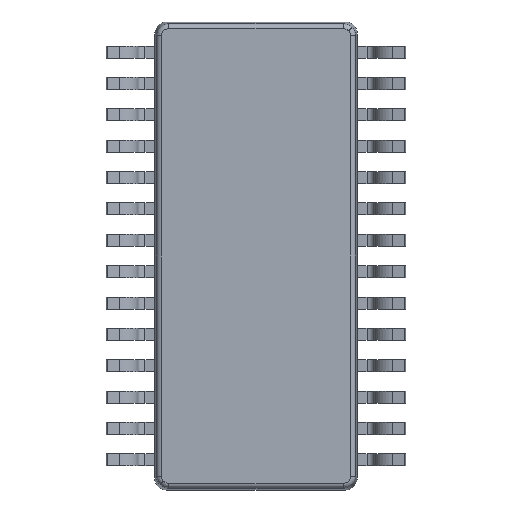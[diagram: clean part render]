
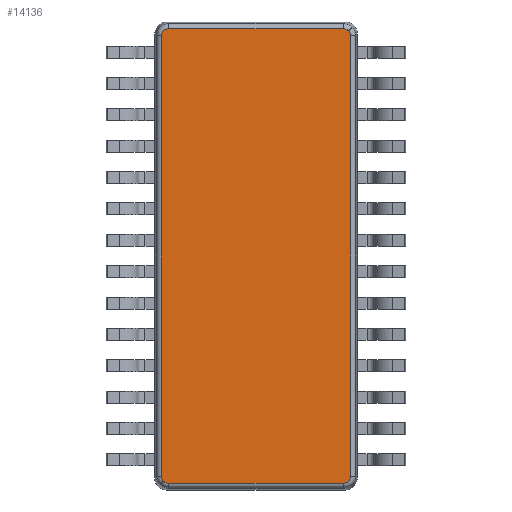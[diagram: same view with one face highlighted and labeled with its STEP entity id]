
A CAD part, front view. The second image highlights one B-rep face of the part: STEP entity #14136.
In plain terms, the highlighted planar face has unit normal (0, -1, 0).
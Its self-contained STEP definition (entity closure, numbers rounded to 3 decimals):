
#75 = CARTESIAN_POINT ( 'NONE',  ( -1.813, -0.6, 4.712 ) ) ;
#282 = EDGE_CURVE ( 'NONE', #6623, #15364, #14584, .T. ) ;
#393 = ORIENTED_EDGE ( 'NONE', *, *, #11538, .F. ) ;
#449 = CARTESIAN_POINT ( 'NONE',  ( -1.962, -0.6, -4.563 ) ) ;
#788 =( BOUNDED_CURVE ( )  B_SPLINE_CURVE ( 3, ( #2845, #9625, #4146, #75 ),
 .UNSPECIFIED., .F., .T. ) 
 B_SPLINE_CURVE_WITH_KNOTS ( ( 4, 4 ),
 ( 2.36, 3.923 ),
 .UNSPECIFIED. ) 
 CURVE ( )  GEOMETRIC_REPRESENTATION_ITEM ( )  RATIONAL_B_SPLINE_CURVE ( ( 1., 0.807, 0.807, 1. ) ) 
 REPRESENTATION_ITEM ( '' )  );
#890 = DIRECTION ( 'NONE',  ( 0., 0., 1. ) ) ;
#965 = CARTESIAN_POINT ( 'NONE',  ( 1.813, -0.6, 4.712 ) ) ;
#984 = CARTESIAN_POINT ( 'NONE',  ( -1.89, -0.6, -4.697 ) ) ;
#1122 = VECTOR ( 'NONE', #11428, 1000. ) ;
#1168 = CARTESIAN_POINT ( 'NONE',  ( -1.919, -0.6, -4.669 ) ) ;
#1444 =( BOUNDED_CURVE ( )  B_SPLINE_CURVE ( 3, ( #3660, #11612, #15363, #8889 ),
 .UNSPECIFIED., .F., .F. ) 
 B_SPLINE_CURVE_WITH_KNOTS ( ( 4, 4 ),
 ( 0., 0.782 ),
 .UNSPECIFIED. ) 
 CURVE ( )  GEOMETRIC_REPRESENTATION_ITEM ( )  RATIONAL_B_SPLINE_CURVE ( ( 1., 0.95, 0.95, 1. ) ) 
 REPRESENTATION_ITEM ( '' )  );
#1606 = VECTOR ( 'NONE', #890, 1000. ) ;
#1687 = CARTESIAN_POINT ( 'NONE',  ( -1.813, -0.6, 4.712 ) ) ;
#1927 = CARTESIAN_POINT ( 'NONE',  ( -1.962, -0.6, -4.804 ) ) ;
#2208 = VERTEX_POINT ( 'NONE', #2497 ) ;
#2351 = ORIENTED_EDGE ( 'NONE', *, *, #282, .F. ) ;
#2426 = ORIENTED_EDGE ( 'NONE', *, *, #15846, .F. ) ;
#2497 = CARTESIAN_POINT ( 'NONE',  ( 1.962, -0.6, -4.563 ) ) ;
#2587 = CARTESIAN_POINT ( 'NONE',  ( -1.919, -0.6, -4.669 ) ) ;
#2637 = EDGE_CURVE ( 'NONE', #16002, #15364, #13859, .T. ) ;
#2802 = CARTESIAN_POINT ( 'NONE',  ( -1.919, -0.6, -4.669 ) ) ;
#2845 = CARTESIAN_POINT ( 'NONE',  ( -1.962, -0.6, 4.563 ) ) ;
#3094 = VERTEX_POINT ( 'NONE', #13396 ) ;
#3318 = ORIENTED_EDGE ( 'NONE', *, *, #2637, .T. ) ;
#3660 = CARTESIAN_POINT ( 'NONE',  ( 1.919, -0.6, 4.669 ) ) ;
#4146 = CARTESIAN_POINT ( 'NONE',  ( -1.901, -0.6, 4.712 ) ) ;
#4161 = ORIENTED_EDGE ( 'NONE', *, *, #9642, .F. ) ;
#4333 = EDGE_CURVE ( 'NONE', #3094, #13963, #5266, .T. ) ;
#4628 = ORIENTED_EDGE ( 'NONE', *, *, #13191, .T. ) ;
#4724 = ORIENTED_EDGE ( 'NONE', *, *, #5827, .F. ) ;
#4852 = CARTESIAN_POINT ( 'NONE',  ( 1.901, -0.6, -4.712 ) ) ;
#4884 = CARTESIAN_POINT ( 'NONE',  ( -2.1, -0.6, 4.85 ) ) ;
#4918 = AXIS2_PLACEMENT_3D ( 'NONE', #4884, #7634, #11694 ) ;
#5052 =( BOUNDED_CURVE ( )  B_SPLINE_CURVE ( 3, ( #15596, #15504, #4852, #8934 ),
 .UNSPECIFIED., .F., .F. ) 
 B_SPLINE_CURVE_WITH_KNOTS ( ( 4, 4 ),
 ( 2.36, 3.923 ),
 .UNSPECIFIED. ) 
 CURVE ( )  GEOMETRIC_REPRESENTATION_ITEM ( )  RATIONAL_B_SPLINE_CURVE ( ( 1., 0.807, 0.807, 1. ) ) 
 REPRESENTATION_ITEM ( '' )  );
#5080 = CARTESIAN_POINT ( 'NONE',  ( -1.853, -0.6, -4.712 ) ) ;
#5266 = LINE ( 'NONE', #15926, #6707 ) ;
#5827 = EDGE_CURVE ( 'NONE', #16002, #13963, #788, .T. ) ;
#6014 = CARTESIAN_POINT ( 'NONE',  ( 1.813, -0.6, -4.712 ) ) ;
#6268 = CARTESIAN_POINT ( 'NONE',  ( 1.853, -0.6, 4.712 ) ) ;
#6623 = VERTEX_POINT ( 'NONE', #2587 ) ;
#6707 = VECTOR ( 'NONE', #10568, 1000. ) ;
#7022 = CARTESIAN_POINT ( 'NONE',  ( -1.962, -0.6, -4.603 ) ) ;
#7385 = DIRECTION ( 'NONE',  ( 1., 0., 0. ) ) ;
#7565 = LINE ( 'NONE', #14056, #11749 ) ;
#7634 = DIRECTION ( 'NONE',  ( 0., 1., 0. ) ) ;
#7794 = VERTEX_POINT ( 'NONE', #13616 ) ;
#8071 = CARTESIAN_POINT ( 'NONE',  ( -1.962, -0.6, -4.563 ) ) ;
#8117 =( BOUNDED_CURVE ( )  B_SPLINE_CURVE ( 3, ( #965, #6268, #10546, #14399 ),
 .UNSPECIFIED., .F., .F. ) 
 B_SPLINE_CURVE_WITH_KNOTS ( ( 4, 4 ),
 ( 5.502, 6.283 ),
 .UNSPECIFIED. ) 
 CURVE ( )  GEOMETRIC_REPRESENTATION_ITEM ( )  RATIONAL_B_SPLINE_CURVE ( ( 1., 0.95, 0.95, 1. ) ) 
 REPRESENTATION_ITEM ( '' )  );
#8718 = EDGE_CURVE ( 'NONE', #15550, #15335, #1444, .T. ) ;
#8808 = CARTESIAN_POINT ( 'NONE',  ( 1.962, -0.6, 4.804 ) ) ;
#8889 = CARTESIAN_POINT ( 'NONE',  ( 1.962, -0.6, 4.563 ) ) ;
#8934 = CARTESIAN_POINT ( 'NONE',  ( 1.813, -0.6, -4.712 ) ) ;
#9625 = CARTESIAN_POINT ( 'NONE',  ( -1.962, -0.6, 4.651 ) ) ;
#9642 = EDGE_CURVE ( 'NONE', #7794, #6623, #12128, .T. ) ;
#10546 = CARTESIAN_POINT ( 'NONE',  ( 1.89, -0.6, 4.697 ) ) ;
#10568 = DIRECTION ( 'NONE',  ( -1., 0., 0. ) ) ;
#11428 = DIRECTION ( 'NONE',  ( 0., 0., -1. ) ) ;
#11538 = EDGE_CURVE ( 'NONE', #3094, #15550, #8117, .T. ) ;
#11612 = CARTESIAN_POINT ( 'NONE',  ( 1.947, -0.6, 4.64 ) ) ;
#11694 = DIRECTION ( 'NONE',  ( 0., 0., 1. ) ) ;
#11706 = CARTESIAN_POINT ( 'NONE',  ( 1.962, -0.6, 4.563 ) ) ;
#11716 = CARTESIAN_POINT ( 'NONE',  ( -1.813, -0.6, -4.712 ) ) ;
#11749 = VECTOR ( 'NONE', #7385, 1000. ) ;
#11777 = FACE_OUTER_BOUND ( 'NONE', #16295, .T. ) ;
#12128 =( BOUNDED_CURVE ( )  B_SPLINE_CURVE ( 3, ( #11716, #5080, #984, #1168 ),
 .UNSPECIFIED., .F., .F. ) 
 B_SPLINE_CURVE_WITH_KNOTS ( ( 4, 4 ),
 ( 5.502, 6.283 ),
 .UNSPECIFIED. ) 
 CURVE ( )  GEOMETRIC_REPRESENTATION_ITEM ( )  RATIONAL_B_SPLINE_CURVE ( ( 1., 0.95, 0.95, 1. ) ) 
 REPRESENTATION_ITEM ( '' )  );
#12238 = VERTEX_POINT ( 'NONE', #6014 ) ;
#12381 = CARTESIAN_POINT ( 'NONE',  ( -1.947, -0.6, -4.64 ) ) ;
#13191 = EDGE_CURVE ( 'NONE', #7794, #12238, #7565, .T. ) ;
#13396 = CARTESIAN_POINT ( 'NONE',  ( 1.813, -0.6, 4.712 ) ) ;
#13544 = ORIENTED_EDGE ( 'NONE', *, *, #4333, .T. ) ;
#13616 = CARTESIAN_POINT ( 'NONE',  ( -1.813, -0.6, -4.712 ) ) ;
#13735 = CARTESIAN_POINT ( 'NONE',  ( -1.962, -0.6, 4.563 ) ) ;
#13859 = LINE ( 'NONE', #1927, #1122 ) ;
#13885 = ORIENTED_EDGE ( 'NONE', *, *, #8718, .F. ) ;
#13963 = VERTEX_POINT ( 'NONE', #1687 ) ;
#14056 = CARTESIAN_POINT ( 'NONE',  ( 2.054, -0.6, -4.712 ) ) ;
#14136 = ADVANCED_FACE ( 'NONE', ( #11777 ), #15449, .F. ) ;
#14399 = CARTESIAN_POINT ( 'NONE',  ( 1.919, -0.6, 4.669 ) ) ;
#14584 =( BOUNDED_CURVE ( )  B_SPLINE_CURVE ( 3, ( #2802, #12381, #7022, #449 ),
 .UNSPECIFIED., .F., .T. ) 
 B_SPLINE_CURVE_WITH_KNOTS ( ( 4, 4 ),
 ( 0., 0.782 ),
 .UNSPECIFIED. ) 
 CURVE ( )  GEOMETRIC_REPRESENTATION_ITEM ( )  RATIONAL_B_SPLINE_CURVE ( ( 1., 0.95, 0.95, 1. ) ) 
 REPRESENTATION_ITEM ( '' )  );
#14957 = ORIENTED_EDGE ( 'NONE', *, *, #15211, .T. ) ;
#15211 = EDGE_CURVE ( 'NONE', #2208, #15335, #16698, .T. ) ;
#15335 = VERTEX_POINT ( 'NONE', #11706 ) ;
#15363 = CARTESIAN_POINT ( 'NONE',  ( 1.962, -0.6, 4.603 ) ) ;
#15364 = VERTEX_POINT ( 'NONE', #8071 ) ;
#15449 = PLANE ( 'NONE',  #4918 ) ;
#15504 = CARTESIAN_POINT ( 'NONE',  ( 1.962, -0.6, -4.651 ) ) ;
#15550 = VERTEX_POINT ( 'NONE', #17105 ) ;
#15596 = CARTESIAN_POINT ( 'NONE',  ( 1.962, -0.6, -4.563 ) ) ;
#15846 = EDGE_CURVE ( 'NONE', #2208, #12238, #5052, .T. ) ;
#15926 = CARTESIAN_POINT ( 'NONE',  ( -2.054, -0.6, 4.712 ) ) ;
#16002 = VERTEX_POINT ( 'NONE', #13735 ) ;
#16295 = EDGE_LOOP ( 'NONE', ( #393, #13544, #4724, #3318, #2351, #4161, #4628, #2426, #14957, #13885 ) ) ;
#16698 = LINE ( 'NONE', #8808, #1606 ) ;
#17105 = CARTESIAN_POINT ( 'NONE',  ( 1.919, -0.6, 4.669 ) ) ;
